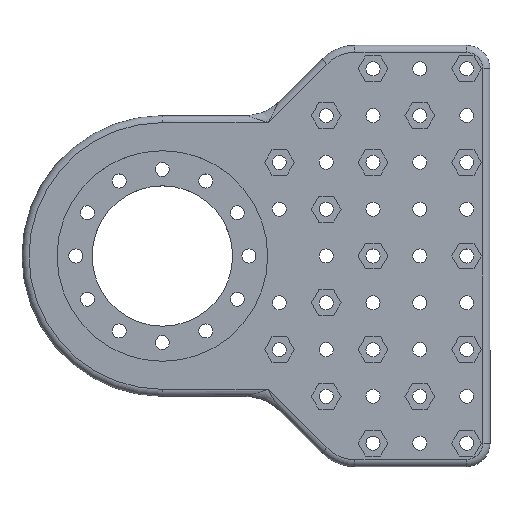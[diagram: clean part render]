
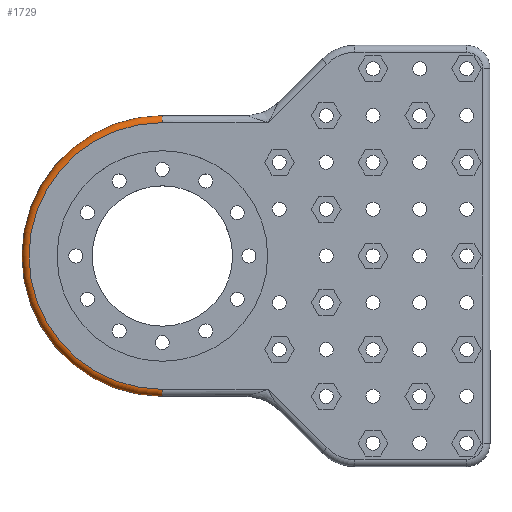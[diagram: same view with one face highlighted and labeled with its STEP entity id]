
A CAD part, top view. The second image highlights one B-rep face of the part: STEP entity #1729.
In plain terms, the highlighted toroidal (fillet/blend) face has major radius 28.5 mm and minor radius 1.5 mm.
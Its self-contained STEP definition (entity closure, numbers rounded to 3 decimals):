
#5 = DIRECTION ( 'NONE',  ( 0., 0., 1. ) ) ;
#74 = VERTEX_POINT ( 'NONE', #6191 ) ;
#133 = CARTESIAN_POINT ( 'NONE',  ( -65., 0., 3.5 ) ) ;
#220 = ORIENTED_EDGE ( 'NONE', *, *, #4809, .F. ) ;
#486 = DIRECTION ( 'NONE',  ( -1., 0., 0. ) ) ;
#696 = EDGE_CURVE ( 'NONE', #3264, #5784, #3062, .T. ) ;
#1415 = DIRECTION ( 'NONE',  ( 0., 0., -1. ) ) ;
#1723 = CARTESIAN_POINT ( 'NONE',  ( -35., -28.5, 5. ) ) ;
#1729 = ADVANCED_FACE ( 'NONE', ( #3307 ), #12127, .T. ) ;
#1765 = AXIS2_PLACEMENT_3D ( 'NONE', #2656, #10032, #8960 ) ;
#1997 = ORIENTED_EDGE ( 'NONE', *, *, #696, .T. ) ;
#2186 = CARTESIAN_POINT ( 'NONE',  ( -35., 0., 3.5 ) ) ;
#2312 = DIRECTION ( 'NONE',  ( 1., 0., 0. ) ) ;
#2377 = EDGE_CURVE ( 'NONE', #74, #5784, #12904, .T. ) ;
#2656 = CARTESIAN_POINT ( 'NONE',  ( -35., 0., 3.5 ) ) ;
#2691 = CARTESIAN_POINT ( 'NONE',  ( -35., 0., 3.5 ) ) ;
#2912 = EDGE_CURVE ( 'NONE', #9422, #8966, #13708, .T. ) ;
#2970 = AXIS2_PLACEMENT_3D ( 'NONE', #2691, #12447, #3804 ) ;
#3062 = CIRCLE ( 'NONE', #13791, 1.5 ) ;
#3264 = VERTEX_POINT ( 'NONE', #5541 ) ;
#3307 = FACE_OUTER_BOUND ( 'NONE', #5940, .T. ) ;
#3804 = DIRECTION ( 'NONE',  ( 1., 0., 0. ) ) ;
#4672 = DIRECTION ( 'NONE',  ( 0., 0., 1. ) ) ;
#4809 = EDGE_CURVE ( 'NONE', #8966, #74, #13389, .T. ) ;
#4920 = EDGE_CURVE ( 'NONE', #3264, #9422, #8467, .T. ) ;
#5256 = CARTESIAN_POINT ( 'NONE',  ( -35., 0., 5. ) ) ;
#5409 = DIRECTION ( 'NONE',  ( 0., 0., 1. ) ) ;
#5541 = CARTESIAN_POINT ( 'NONE',  ( -35., -30., 3.5 ) ) ;
#5784 = VERTEX_POINT ( 'NONE', #1723 ) ;
#5940 = EDGE_LOOP ( 'NONE', ( #1997, #12069, #220, #8103, #11977 ) ) ;
#6191 = CARTESIAN_POINT ( 'NONE',  ( -35., 28.5, 5. ) ) ;
#6665 = AXIS2_PLACEMENT_3D ( 'NONE', #6717, #11022, #1415 ) ;
#6717 = CARTESIAN_POINT ( 'NONE',  ( -35., 28.5, 3.5 ) ) ;
#7056 = CARTESIAN_POINT ( 'NONE',  ( -35., -28.5, 3.5 ) ) ;
#7850 = AXIS2_PLACEMENT_3D ( 'NONE', #2186, #5409, #8565 ) ;
#8103 = ORIENTED_EDGE ( 'NONE', *, *, #2912, .F. ) ;
#8467 = CIRCLE ( 'NONE', #1765, 30. ) ;
#8565 = DIRECTION ( 'NONE',  ( 1., 0., 0. ) ) ;
#8960 = DIRECTION ( 'NONE',  ( 1., 0., 0. ) ) ;
#8966 = VERTEX_POINT ( 'NONE', #10315 ) ;
#9422 = VERTEX_POINT ( 'NONE', #133 ) ;
#10032 = DIRECTION ( 'NONE',  ( 0., 0., -1. ) ) ;
#10224 = AXIS2_PLACEMENT_3D ( 'NONE', #5256, #5, #2312 ) ;
#10315 = CARTESIAN_POINT ( 'NONE',  ( -35., 30., 3.5 ) ) ;
#11022 = DIRECTION ( 'NONE',  ( 1., 0., 0. ) ) ;
#11977 = ORIENTED_EDGE ( 'NONE', *, *, #4920, .F. ) ;
#12069 = ORIENTED_EDGE ( 'NONE', *, *, #2377, .F. ) ;
#12127 = TOROIDAL_SURFACE ( 'NONE', #7850, 28.5, 1.5 ) ;
#12447 = DIRECTION ( 'NONE',  ( 0., 0., -1. ) ) ;
#12904 = CIRCLE ( 'NONE', #10224, 28.5 ) ;
#13389 = CIRCLE ( 'NONE', #6665, 1.5 ) ;
#13708 = CIRCLE ( 'NONE', #2970, 30. ) ;
#13791 = AXIS2_PLACEMENT_3D ( 'NONE', #7056, #486, #4672 ) ;
